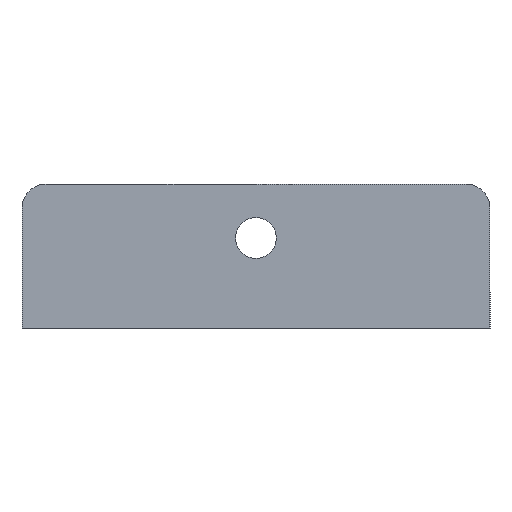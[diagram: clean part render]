
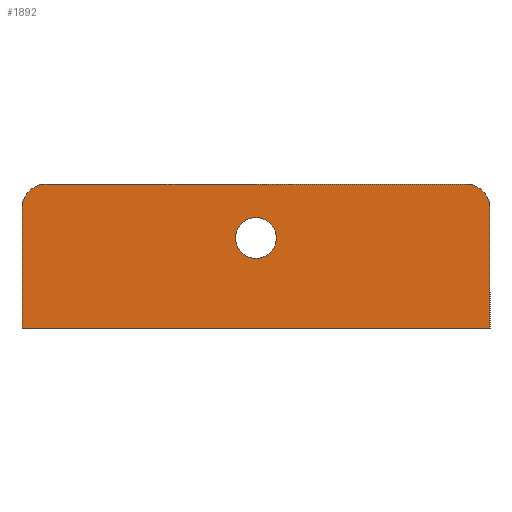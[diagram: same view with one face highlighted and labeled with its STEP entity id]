
A CAD part, left-side view. The second image highlights one B-rep face of the part: STEP entity #1892.
In plain terms, the highlighted planar face has unit normal (-1, 0, 0).
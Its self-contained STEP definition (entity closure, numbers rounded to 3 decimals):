
#44 = PLANE('',#45);
#45 = AXIS2_PLACEMENT_3D('',#46,#47,#48);
#46 = CARTESIAN_POINT('',(-25.,-19.509,0.));
#47 = DIRECTION('',(0.,1.,0.));
#48 = DIRECTION('',(0.,0.,1.));
#132 = PLANE('',#133);
#133 = AXIS2_PLACEMENT_3D('',#134,#135,#136);
#134 = CARTESIAN_POINT('',(-25.,-19.509,0.));
#135 = DIRECTION('',(0.,0.,-1.));
#136 = DIRECTION('',(-1.,0.,0.));
#204 = VERTEX_POINT('',#205);
#205 = CARTESIAN_POINT('',(-27.,-19.509,10.));
#219 = CYLINDRICAL_SURFACE('',#220,2.);
#220 = AXIS2_PLACEMENT_3D('',#221,#222,#223);
#221 = CARTESIAN_POINT('',(-27.,-17.509,10.));
#222 = DIRECTION('',(-1.,0.,0.));
#223 = DIRECTION('',(0.,-1.,0.));
#231 = EDGE_CURVE('',#204,#232,#234,.T.);
#232 = VERTEX_POINT('',#233);
#233 = CARTESIAN_POINT('',(-27.,-19.509,0.));
#234 = SURFACE_CURVE('',#235,(#239,#246),.PCURVE_S1.);
#235 = LINE('',#236,#237);
#236 = CARTESIAN_POINT('',(-27.,-19.509,10.));
#237 = VECTOR('',#238,1.);
#238 = DIRECTION('',(0.,0.,-1.));
#239 = PCURVE('',#44,#240);
#240 = DEFINITIONAL_REPRESENTATION('',(#241),#245);
#241 = LINE('',#242,#243);
#242 = CARTESIAN_POINT('',(10.,-2.));
#243 = VECTOR('',#244,1.);
#244 = DIRECTION('',(-1.,0.));
#245 = ( GEOMETRIC_REPRESENTATION_CONTEXT(2) 
PARAMETRIC_REPRESENTATION_CONTEXT() REPRESENTATION_CONTEXT('2D SPACE',''
  ) );
#246 = PCURVE('',#247,#252);
#247 = PLANE('',#248);
#248 = AXIS2_PLACEMENT_3D('',#249,#250,#251);
#249 = CARTESIAN_POINT('',(-27.,-19.509,0.));
#250 = DIRECTION('',(1.,0.,0.));
#251 = DIRECTION('',(0.,0.,1.));
#252 = DEFINITIONAL_REPRESENTATION('',(#253),#257);
#253 = LINE('',#254,#255);
#254 = CARTESIAN_POINT('',(10.,0.));
#255 = VECTOR('',#256,1.);
#256 = DIRECTION('',(-1.,0.));
#257 = ( GEOMETRIC_REPRESENTATION_CONTEXT(2) 
PARAMETRIC_REPRESENTATION_CONTEXT() REPRESENTATION_CONTEXT('2D SPACE',''
  ) );
#360 = EDGE_CURVE('',#232,#361,#363,.T.);
#361 = VERTEX_POINT('',#362);
#362 = CARTESIAN_POINT('',(-27.,19.491,0.));
#363 = SURFACE_CURVE('',#364,(#368,#375),.PCURVE_S1.);
#364 = LINE('',#365,#366);
#365 = CARTESIAN_POINT('',(-27.,-19.509,0.));
#366 = VECTOR('',#367,1.);
#367 = DIRECTION('',(0.,1.,0.));
#368 = PCURVE('',#132,#369);
#369 = DEFINITIONAL_REPRESENTATION('',(#370),#374);
#370 = LINE('',#371,#372);
#371 = CARTESIAN_POINT('',(2.,0.));
#372 = VECTOR('',#373,1.);
#373 = DIRECTION('',(0.,1.));
#374 = ( GEOMETRIC_REPRESENTATION_CONTEXT(2) 
PARAMETRIC_REPRESENTATION_CONTEXT() REPRESENTATION_CONTEXT('2D SPACE',''
  ) );
#375 = PCURVE('',#247,#376);
#376 = DEFINITIONAL_REPRESENTATION('',(#377),#381);
#377 = LINE('',#378,#379);
#378 = CARTESIAN_POINT('',(0.,0.));
#379 = VECTOR('',#380,1.);
#380 = DIRECTION('',(0.,-1.));
#381 = ( GEOMETRIC_REPRESENTATION_CONTEXT(2) 
PARAMETRIC_REPRESENTATION_CONTEXT() REPRESENTATION_CONTEXT('2D SPACE',''
  ) );
#399 = PLANE('',#400);
#400 = AXIS2_PLACEMENT_3D('',#401,#402,#403);
#401 = CARTESIAN_POINT('',(-25.,19.491,0.));
#402 = DIRECTION('',(0.,1.,0.));
#403 = DIRECTION('',(0.,0.,1.));
#1701 = PLANE('',#1702);
#1702 = AXIS2_PLACEMENT_3D('',#1703,#1704,#1705);
#1703 = CARTESIAN_POINT('',(-27.,17.491,12.));
#1704 = DIRECTION('',(-0.,-0.,-1.));
#1705 = DIRECTION('',(0.,-1.,0.));
#1730 = CYLINDRICAL_SURFACE('',#1731,2.);
#1731 = AXIS2_PLACEMENT_3D('',#1732,#1733,#1734);
#1732 = CARTESIAN_POINT('',(-27.,17.491,10.));
#1733 = DIRECTION('',(-1.,0.,0.));
#1734 = DIRECTION('',(0.,-1.,0.));
#1827 = CYLINDRICAL_SURFACE('',#1828,1.7);
#1828 = AXIS2_PLACEMENT_3D('',#1829,#1830,#1831);
#1829 = CARTESIAN_POINT('',(-27.,0.,7.5));
#1830 = DIRECTION('',(-1.,0.,0.));
#1831 = DIRECTION('',(0.,-1.,0.));
#1845 = VERTEX_POINT('',#1846);
#1846 = CARTESIAN_POINT('',(-27.,-17.509,12.));
#1867 = EDGE_CURVE('',#204,#1845,#1868,.T.);
#1868 = SURFACE_CURVE('',#1869,(#1874,#1881),.PCURVE_S1.);
#1869 = CIRCLE('',#1870,2.);
#1870 = AXIS2_PLACEMENT_3D('',#1871,#1872,#1873);
#1871 = CARTESIAN_POINT('',(-27.,-17.509,10.));
#1872 = DIRECTION('',(-1.,0.,0.));
#1873 = DIRECTION('',(0.,-1.,0.));
#1874 = PCURVE('',#219,#1875);
#1875 = DEFINITIONAL_REPRESENTATION('',(#1876),#1880);
#1876 = LINE('',#1877,#1878);
#1877 = CARTESIAN_POINT('',(0.,0.));
#1878 = VECTOR('',#1879,1.);
#1879 = DIRECTION('',(1.,0.));
#1880 = ( GEOMETRIC_REPRESENTATION_CONTEXT(2) 
PARAMETRIC_REPRESENTATION_CONTEXT() REPRESENTATION_CONTEXT('2D SPACE',''
  ) );
#1881 = PCURVE('',#247,#1882);
#1882 = DEFINITIONAL_REPRESENTATION('',(#1883),#1891);
#1883 = ( BOUNDED_CURVE() B_SPLINE_CURVE(2,(#1884,#1885,#1886,#1887,
#1888,#1889,#1890),.UNSPECIFIED.,.F.,.F.) B_SPLINE_CURVE_WITH_KNOTS((1,2
    ,2,2,2,1),(-2.094,0.,2.094,4.189,
6.283,8.378),.UNSPECIFIED.) CURVE() 
GEOMETRIC_REPRESENTATION_ITEM() RATIONAL_B_SPLINE_CURVE((1.,0.5,1.,0.5,
1.,0.5,1.)) REPRESENTATION_ITEM('') );
#1884 = CARTESIAN_POINT('',(10.,0.));
#1885 = CARTESIAN_POINT('',(13.464,0.));
#1886 = CARTESIAN_POINT('',(11.732,-3.));
#1887 = CARTESIAN_POINT('',(10.,-6.));
#1888 = CARTESIAN_POINT('',(8.268,-3.));
#1889 = CARTESIAN_POINT('',(6.536,0.));
#1890 = CARTESIAN_POINT('',(10.,0.));
#1891 = ( GEOMETRIC_REPRESENTATION_CONTEXT(2) 
PARAMETRIC_REPRESENTATION_CONTEXT() REPRESENTATION_CONTEXT('2D SPACE',''
  ) );
#1892 = ADVANCED_FACE('',(#1893,#1970),#247,.F.);
#1893 = FACE_BOUND('',#1894,.F.);
#1894 = EDGE_LOOP('',(#1895,#1896,#1897,#1920,#1948,#1969));
#1895 = ORIENTED_EDGE('',*,*,#231,.T.);
#1896 = ORIENTED_EDGE('',*,*,#360,.T.);
#1897 = ORIENTED_EDGE('',*,*,#1898,.T.);
#1898 = EDGE_CURVE('',#361,#1899,#1901,.T.);
#1899 = VERTEX_POINT('',#1900);
#1900 = CARTESIAN_POINT('',(-27.,19.491,10.));
#1901 = SURFACE_CURVE('',#1902,(#1906,#1913),.PCURVE_S1.);
#1902 = LINE('',#1903,#1904);
#1903 = CARTESIAN_POINT('',(-27.,19.491,0.));
#1904 = VECTOR('',#1905,1.);
#1905 = DIRECTION('',(0.,0.,1.));
#1906 = PCURVE('',#247,#1907);
#1907 = DEFINITIONAL_REPRESENTATION('',(#1908),#1912);
#1908 = LINE('',#1909,#1910);
#1909 = CARTESIAN_POINT('',(0.,-39.));
#1910 = VECTOR('',#1911,1.);
#1911 = DIRECTION('',(1.,0.));
#1912 = ( GEOMETRIC_REPRESENTATION_CONTEXT(2) 
PARAMETRIC_REPRESENTATION_CONTEXT() REPRESENTATION_CONTEXT('2D SPACE',''
  ) );
#1913 = PCURVE('',#399,#1914);
#1914 = DEFINITIONAL_REPRESENTATION('',(#1915),#1919);
#1915 = LINE('',#1916,#1917);
#1916 = CARTESIAN_POINT('',(0.,-2.));
#1917 = VECTOR('',#1918,1.);
#1918 = DIRECTION('',(1.,0.));
#1919 = ( GEOMETRIC_REPRESENTATION_CONTEXT(2) 
PARAMETRIC_REPRESENTATION_CONTEXT() REPRESENTATION_CONTEXT('2D SPACE',''
  ) );
#1920 = ORIENTED_EDGE('',*,*,#1921,.F.);
#1921 = EDGE_CURVE('',#1922,#1899,#1924,.T.);
#1922 = VERTEX_POINT('',#1923);
#1923 = CARTESIAN_POINT('',(-27.,17.491,12.));
#1924 = SURFACE_CURVE('',#1925,(#1930,#1941),.PCURVE_S1.);
#1925 = CIRCLE('',#1926,2.);
#1926 = AXIS2_PLACEMENT_3D('',#1927,#1928,#1929);
#1927 = CARTESIAN_POINT('',(-27.,17.491,10.));
#1928 = DIRECTION('',(-1.,0.,0.));
#1929 = DIRECTION('',(0.,-1.,0.));
#1930 = PCURVE('',#247,#1931);
#1931 = DEFINITIONAL_REPRESENTATION('',(#1932),#1940);
#1932 = ( BOUNDED_CURVE() B_SPLINE_CURVE(2,(#1933,#1934,#1935,#1936,
#1937,#1938,#1939),.UNSPECIFIED.,.T.,.F.) B_SPLINE_CURVE_WITH_KNOTS((1,2
    ,2,2,2,1),(-2.094,0.,2.094,4.189,
6.283,8.378),.UNSPECIFIED.) CURVE() 
GEOMETRIC_REPRESENTATION_ITEM() RATIONAL_B_SPLINE_CURVE((1.,0.5,1.,0.5,
1.,0.5,1.)) REPRESENTATION_ITEM('') );
#1933 = CARTESIAN_POINT('',(10.,-35.));
#1934 = CARTESIAN_POINT('',(13.464,-35.));
#1935 = CARTESIAN_POINT('',(11.732,-38.));
#1936 = CARTESIAN_POINT('',(10.,-41.));
#1937 = CARTESIAN_POINT('',(8.268,-38.));
#1938 = CARTESIAN_POINT('',(6.536,-35.));
#1939 = CARTESIAN_POINT('',(10.,-35.));
#1940 = ( GEOMETRIC_REPRESENTATION_CONTEXT(2) 
PARAMETRIC_REPRESENTATION_CONTEXT() REPRESENTATION_CONTEXT('2D SPACE',''
  ) );
#1941 = PCURVE('',#1730,#1942);
#1942 = DEFINITIONAL_REPRESENTATION('',(#1943),#1947);
#1943 = LINE('',#1944,#1945);
#1944 = CARTESIAN_POINT('',(0.,0.));
#1945 = VECTOR('',#1946,1.);
#1946 = DIRECTION('',(1.,0.));
#1947 = ( GEOMETRIC_REPRESENTATION_CONTEXT(2) 
PARAMETRIC_REPRESENTATION_CONTEXT() REPRESENTATION_CONTEXT('2D SPACE',''
  ) );
#1948 = ORIENTED_EDGE('',*,*,#1949,.T.);
#1949 = EDGE_CURVE('',#1922,#1845,#1950,.T.);
#1950 = SURFACE_CURVE('',#1951,(#1955,#1962),.PCURVE_S1.);
#1951 = LINE('',#1952,#1953);
#1952 = CARTESIAN_POINT('',(-27.,17.491,12.));
#1953 = VECTOR('',#1954,1.);
#1954 = DIRECTION('',(0.,-1.,0.));
#1955 = PCURVE('',#247,#1956);
#1956 = DEFINITIONAL_REPRESENTATION('',(#1957),#1961);
#1957 = LINE('',#1958,#1959);
#1958 = CARTESIAN_POINT('',(12.,-37.));
#1959 = VECTOR('',#1960,1.);
#1960 = DIRECTION('',(0.,1.));
#1961 = ( GEOMETRIC_REPRESENTATION_CONTEXT(2) 
PARAMETRIC_REPRESENTATION_CONTEXT() REPRESENTATION_CONTEXT('2D SPACE',''
  ) );
#1962 = PCURVE('',#1701,#1963);
#1963 = DEFINITIONAL_REPRESENTATION('',(#1964),#1968);
#1964 = LINE('',#1965,#1966);
#1965 = CARTESIAN_POINT('',(0.,0.));
#1966 = VECTOR('',#1967,1.);
#1967 = DIRECTION('',(1.,0.));
#1968 = ( GEOMETRIC_REPRESENTATION_CONTEXT(2) 
PARAMETRIC_REPRESENTATION_CONTEXT() REPRESENTATION_CONTEXT('2D SPACE',''
  ) );
#1969 = ORIENTED_EDGE('',*,*,#1867,.F.);
#1970 = FACE_BOUND('',#1971,.F.);
#1971 = EDGE_LOOP('',(#1972));
#1972 = ORIENTED_EDGE('',*,*,#1973,.T.);
#1973 = EDGE_CURVE('',#1974,#1974,#1976,.T.);
#1974 = VERTEX_POINT('',#1975);
#1975 = CARTESIAN_POINT('',(-27.,-1.7,7.5));
#1976 = SURFACE_CURVE('',#1977,(#1982,#1993),.PCURVE_S1.);
#1977 = CIRCLE('',#1978,1.7);
#1978 = AXIS2_PLACEMENT_3D('',#1979,#1980,#1981);
#1979 = CARTESIAN_POINT('',(-27.,0.,7.5));
#1980 = DIRECTION('',(-1.,0.,0.));
#1981 = DIRECTION('',(0.,-1.,0.));
#1982 = PCURVE('',#247,#1983);
#1983 = DEFINITIONAL_REPRESENTATION('',(#1984),#1992);
#1984 = ( BOUNDED_CURVE() B_SPLINE_CURVE(2,(#1985,#1986,#1987,#1988,
#1989,#1990,#1991),.UNSPECIFIED.,.F.,.F.) B_SPLINE_CURVE_WITH_KNOTS((1,2
    ,2,2,2,1),(-2.094,0.,2.094,4.189,
6.283,8.378),.UNSPECIFIED.) CURVE() 
GEOMETRIC_REPRESENTATION_ITEM() RATIONAL_B_SPLINE_CURVE((1.,0.5,1.,0.5,
1.,0.5,1.)) REPRESENTATION_ITEM('') );
#1985 = CARTESIAN_POINT('',(7.5,-17.809));
#1986 = CARTESIAN_POINT('',(10.444,-17.809));
#1987 = CARTESIAN_POINT('',(8.972,-20.359));
#1988 = CARTESIAN_POINT('',(7.5,-22.909));
#1989 = CARTESIAN_POINT('',(6.028,-20.359));
#1990 = CARTESIAN_POINT('',(4.556,-17.809));
#1991 = CARTESIAN_POINT('',(7.5,-17.809));
#1992 = ( GEOMETRIC_REPRESENTATION_CONTEXT(2) 
PARAMETRIC_REPRESENTATION_CONTEXT() REPRESENTATION_CONTEXT('2D SPACE',''
  ) );
#1993 = PCURVE('',#1827,#1994);
#1994 = DEFINITIONAL_REPRESENTATION('',(#1995),#1999);
#1995 = LINE('',#1996,#1997);
#1996 = CARTESIAN_POINT('',(0.,0.));
#1997 = VECTOR('',#1998,1.);
#1998 = DIRECTION('',(1.,0.));
#1999 = ( GEOMETRIC_REPRESENTATION_CONTEXT(2) 
PARAMETRIC_REPRESENTATION_CONTEXT() REPRESENTATION_CONTEXT('2D SPACE',''
  ) );
